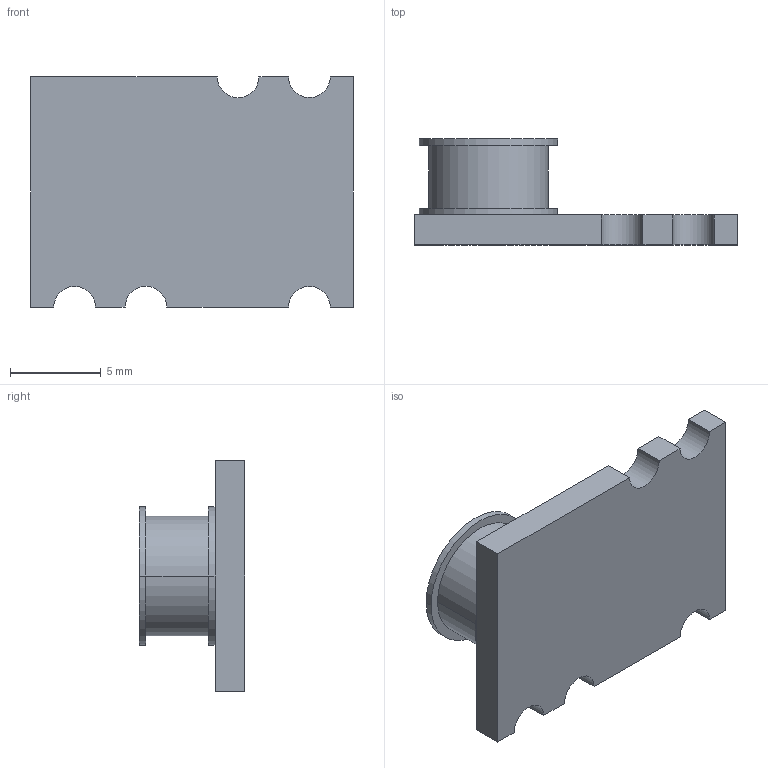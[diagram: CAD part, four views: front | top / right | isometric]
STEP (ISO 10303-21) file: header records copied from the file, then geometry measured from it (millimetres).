
FILE_DESCRIPTION (( 'STEP AP214' ), '1' );
FILE_NAME ('minipuck-smd.STEP', '2018-10-07T07:48:05', ( 'Windows User' ), ( 'Colorado State University' ), 'SwSTEP 2.0', 'SolidWorks 2018', '' );
FILE_SCHEMA (( 'AUTOMOTIVE_DESIGN' ));
Length unit declared in the file: inch
Products named in the file (1): minipuck-smd
Bounding box: 17.78 x 5.84 x 12.7 mm (x, y, z)
Volume: 506.9 mm3; surface area: 654.2 mm2
Topology: 1 solids, 1 shells, 28 faces, 69 edges, 46 vertices
Faces by surface type: cylinder 14, plane 14
Entity records: 1141 total; most frequent: DIRECTION 155, CARTESIAN_POINT 144, ORIENTED_EDGE 138, EDGE_CURVE 69, AXIS2_PLACEMENT_3D 57, VERTEX_POINT 46, VECTOR 41, LINE 41
